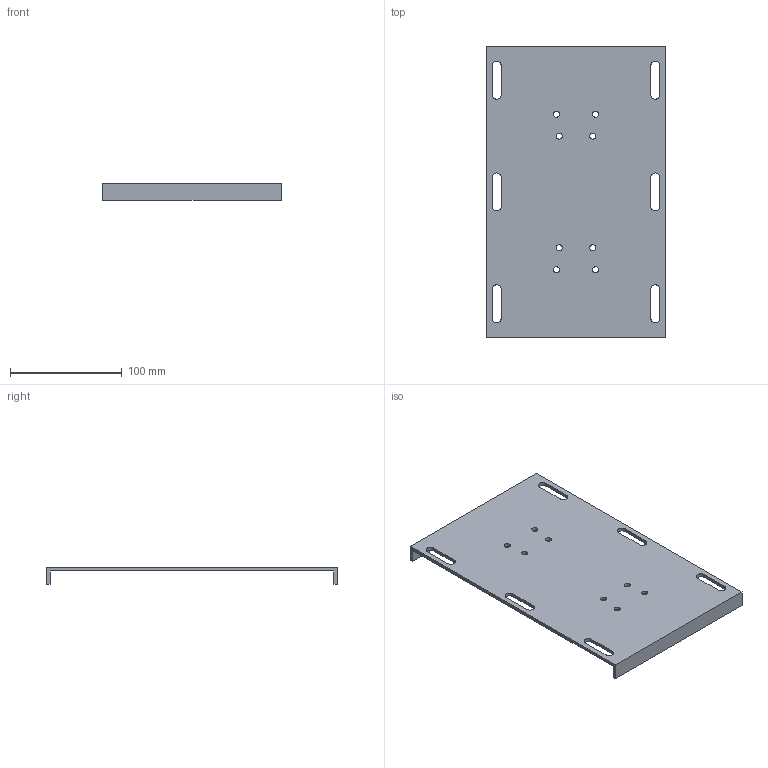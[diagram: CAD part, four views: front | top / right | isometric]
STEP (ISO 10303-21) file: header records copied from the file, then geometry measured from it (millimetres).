
FILE_DESCRIPTION (( 'STEP AP214' ), '1' );
FILE_NAME ('YKM60-PM-33-36 眈翴錪 33, 35 棈.STEP', '2016-11-16T13:32:08', ( '' ), ( '' ), 'SwSTEP 2.0', 'SolidWorks 2014', '' );
FILE_SCHEMA (( 'AUTOMOTIVE_DESIGN' ));
Length unit declared in the file: millimetre
Products named in the file (1): YKM60-PM-33-36 眈翴錪 33, 35 棈
Bounding box: 160 x 260 x 15 mm (x, y, z)
Volume: 131101 mm3; surface area: 91867.8 mm2
Topology: 1 solids, 1 shells, 50 faces, 144 edges, 96 vertices
Faces by surface type: cylinder 28, plane 22
Entity records: 1754 total; most frequent: DIRECTION 302, CARTESIAN_POINT 291, ORIENTED_EDGE 288, EDGE_CURVE 144, AXIS2_PLACEMENT_3D 107, VERTEX_POINT 96, LINE 88, VECTOR 88
